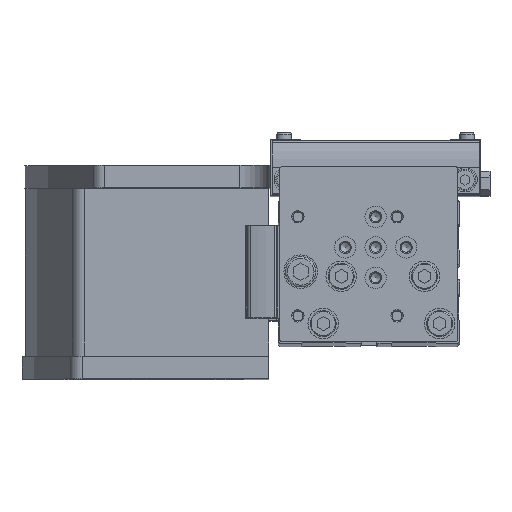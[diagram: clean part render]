
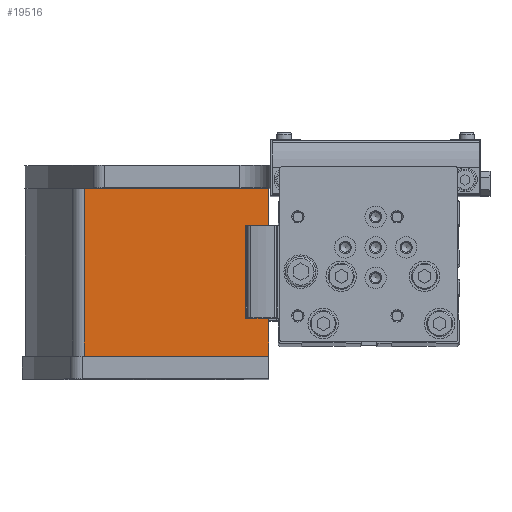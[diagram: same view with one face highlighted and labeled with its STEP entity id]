
A CAD part, top view. The second image highlights one B-rep face of the part: STEP entity #19516.
In plain terms, the highlighted planar face has unit normal (0, 0, 1).
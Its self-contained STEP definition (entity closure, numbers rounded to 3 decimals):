
#1458=LINE('',#28440,#2606);
#1463=LINE('',#28456,#2611);
#1464=LINE('',#28458,#2612);
#1465=LINE('',#28460,#2613);
#2606=VECTOR('',#24424,1000.);
#2611=VECTOR('',#24441,1000.);
#2612=VECTOR('',#24444,1000.);
#2613=VECTOR('',#24445,1000.);
#5608=ORIENTED_EDGE('',*,*,#7667,.F.);
#5609=ORIENTED_EDGE('',*,*,#7675,.F.);
#5610=ORIENTED_EDGE('',*,*,#7676,.T.);
#5611=ORIENTED_EDGE('',*,*,#7677,.T.);
#7667=EDGE_CURVE('',#9024,#9025,#1458,.T.);
#7675=EDGE_CURVE('',#9029,#9024,#1463,.T.);
#7676=EDGE_CURVE('',#9029,#9030,#1464,.T.);
#7677=EDGE_CURVE('',#9030,#9025,#1465,.T.);
#9024=VERTEX_POINT('',#28439);
#9025=VERTEX_POINT('',#28441);
#9029=VERTEX_POINT('',#28455);
#9030=VERTEX_POINT('',#28459);
#10794=EDGE_LOOP('',(#5608,#5609,#5610,#5611));
#12102=FACE_BOUND('',#10794,.T.);
#12845=PLANE('',#20866);
#19516=ADVANCED_FACE('',(#12102),#12845,.T.);
#20866=AXIS2_PLACEMENT_3D('',#28457,#24442,#24443);
#24424=DIRECTION('',(1.,0.,0.));
#24441=DIRECTION('',(0.,1.,0.));
#24442=DIRECTION('',(0.,0.,1.));
#24443=DIRECTION('',(1.,0.,0.));
#24444=DIRECTION('',(1.,0.,0.));
#24445=DIRECTION('',(0.,1.,0.));
#28439=CARTESIAN_POINT('',(-95.6,2.5,96.5));
#28440=CARTESIAN_POINT('',(-95.6,2.5,96.5));
#28441=CARTESIAN_POINT('',(-35.,2.5,96.5));
#28455=CARTESIAN_POINT('',(-95.6,-52.6,96.5));
#28456=CARTESIAN_POINT('',(-95.6,-52.6,96.5));
#28457=CARTESIAN_POINT('',(-95.6,-52.6,96.5));
#28458=CARTESIAN_POINT('',(-95.6,-52.6,96.5));
#28459=CARTESIAN_POINT('',(-35.,-52.6,96.5));
#28460=CARTESIAN_POINT('',(-35.,-52.6,96.5));
